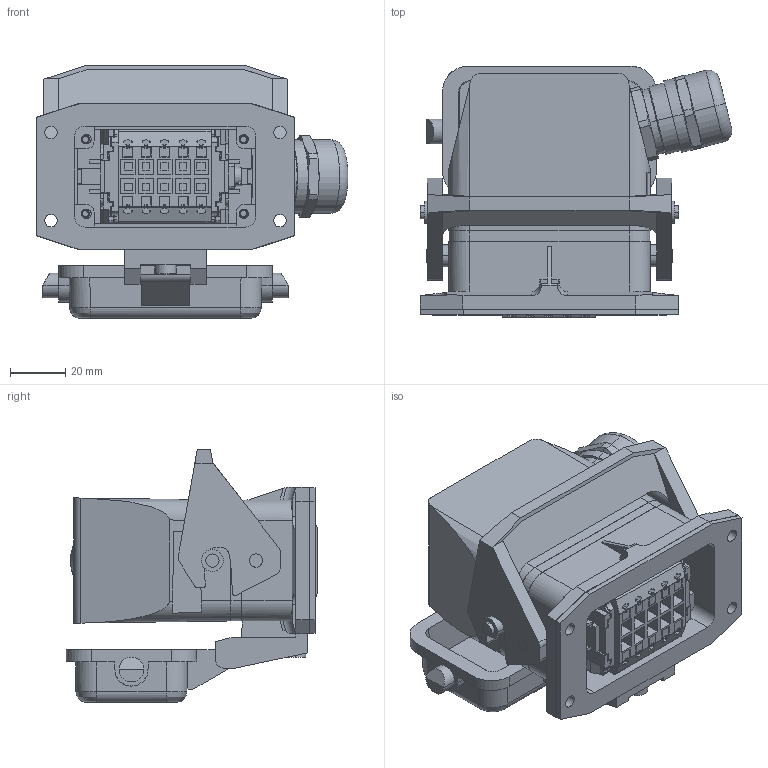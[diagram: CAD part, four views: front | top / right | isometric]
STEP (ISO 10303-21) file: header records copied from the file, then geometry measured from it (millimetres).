
FILE_DESCRIPTION(('SolidDesigner STEP Export'),'2;1');
FILE_NAME('1416354_HC_STA_B10PT_BWSC_LS_M25_ELCAL-select.stp','2015-03-18T 7:24:56',(''),(''),'Creo Elements/Direct Modeling STEP processor for AP214 (Solid Model)','Creo Elements/Direct Modeling 18.1B 29-Sep-2012 (C) Parametric Technology GmbH','');
FILE_SCHEMA(('AUTOMOTIVE_DESIGN { 1 0 10303 214 1 1 1 1 }'));
Length unit declared in the file: millimetre
Products named in the file (6): 1412625_HC_STA_B10_HLFS_1STM25_EL_AL-select; 1411165_G_INS_M25_M68N_NNES_S-select; 1411321_HC_STA_B10_BWSC_ELC_AL-select; 1407729_HC_B_10_I_PT_F-select; 1407730_HC_B_10_I_PT_M-select; 1416354_HC_STA_B10PT_BWSC_LS_M25_ELCAL-select
Assembly tree (5 placements, depth 2):
  1416354_HC_STA_B10PT_BWSC_LS_M25_ELCAL-select
    1407730_HC_B_10_I_PT_M-select
    1407729_HC_B_10_I_PT_F-select
    1411321_HC_STA_B10_BWSC_ELC_AL-select
    1411165_G_INS_M25_M68N_NNES_S-select
    1412625_HC_STA_B10_HLFS_1STM25_EL_AL-select
Bounding box: 113.05 x 91.27 x 91.67 mm (x, y, z)
Volume: 320623.3 mm3; surface area: 112677.7 mm2
Topology: 5 solids, 5 shells, 2866 faces, 8104 edges, 5381 vertices
Faces by surface type: plane 2095, cylinder 617, cone 104, extrusion 38, bspline 8, torus 4
Entity records: 116016 total; most frequent: CARTESIAN_POINT 20051, ORIENTED_EDGE 16210, DIRECTION 14015, EDGE_CURVE 8105, VECTOR 6277, LINE 6239, VERTEX_POINT 5383, AXIS2_PLACEMENT_3D 3869
